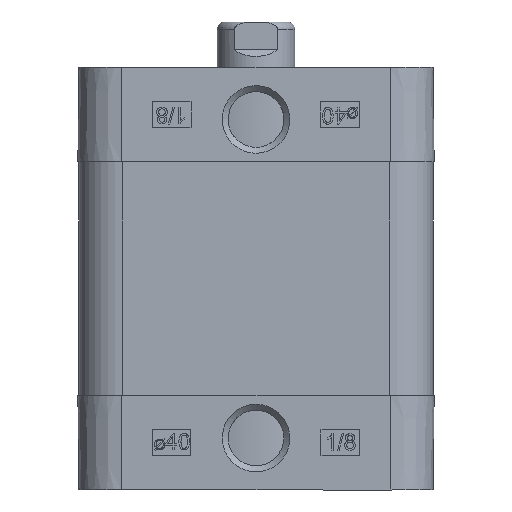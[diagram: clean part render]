
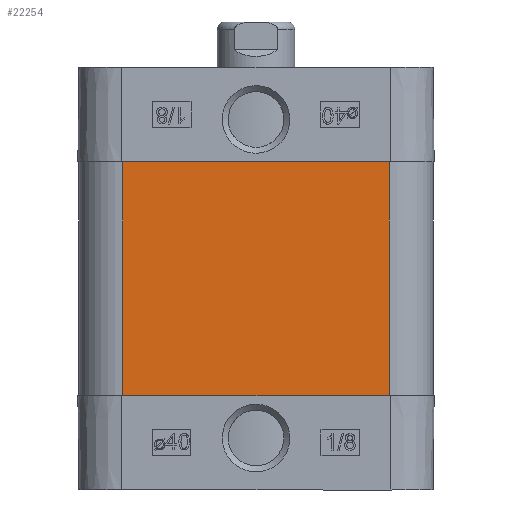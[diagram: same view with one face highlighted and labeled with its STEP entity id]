
A CAD part, left-side view. The second image highlights one B-rep face of the part: STEP entity #22254.
In plain terms, the highlighted planar face has unit normal (-1, 0, 0).
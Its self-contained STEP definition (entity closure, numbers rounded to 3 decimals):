
#19444=CARTESIAN_POINT('',(-27.25,20.5,36.0));
#19445=VERTEX_POINT('',#19444);
#19463=CARTESIAN_POINT('',(-27.25,20.5,0.0));
#19464=VERTEX_POINT('',#19463);
#19472=CARTESIAN_POINT('',(-27.25,20.5,0.0));
#19473=DIRECTION('',(0.0,0.0,1.0));
#19474=VECTOR('',#19473,36.0);
#19475=LINE('',#19472,#19474);
#19476=EDGE_CURVE('',#19464,#19445,#19475,.T.);
#22205=CARTESIAN_POINT('',(-27.25,-20.5,36.0));
#22206=VERTEX_POINT('',#22205);
#22214=CARTESIAN_POINT('',(-27.25,-20.5,0.0));
#22215=VERTEX_POINT('',#22214);
#22216=CARTESIAN_POINT('',(-27.25,-20.5,0.0));
#22217=DIRECTION('',(0.0,0.0,1.0));
#22218=VECTOR('',#22217,36.0);
#22219=LINE('',#22216,#22218);
#22220=EDGE_CURVE('',#22215,#22206,#22219,.T.);
#22233=CARTESIAN_POINT('',(-27.25,-20.5,0.0));
#22234=DIRECTION('',(-1.0,0.0,0.0));
#22235=DIRECTION('',(0.0,0.0,1.0));
#22236=AXIS2_PLACEMENT_3D('',#22233,#22234,#22235);
#22237=PLANE('',#22236);
#22238=CARTESIAN_POINT('',(-27.25,-20.5,36.0));
#22239=DIRECTION('',(0.0,1.0,0.0));
#22240=VECTOR('',#22239,41.);
#22241=LINE('',#22238,#22240);
#22242=EDGE_CURVE('',#22206,#19445,#22241,.T.);
#22243=ORIENTED_EDGE('',*,*,#22242,.T.);
#22244=ORIENTED_EDGE('',*,*,#19476,.F.);
#22245=CARTESIAN_POINT('',(-27.25,-20.5,0.0));
#22246=DIRECTION('',(0.0,1.0,0.0));
#22247=VECTOR('',#22246,41.);
#22248=LINE('',#22245,#22247);
#22249=EDGE_CURVE('',#22215,#19464,#22248,.T.);
#22250=ORIENTED_EDGE('',*,*,#22249,.F.);
#22251=ORIENTED_EDGE('',*,*,#22220,.T.);
#22252=EDGE_LOOP('',(#22243,#22244,#22250,#22251));
#22253=FACE_OUTER_BOUND('',#22252,.T.);
#22254=ADVANCED_FACE('',(#22253),#22237,.T.);
